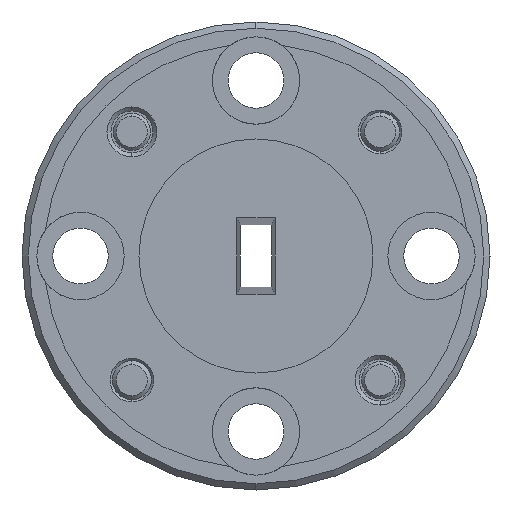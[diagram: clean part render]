
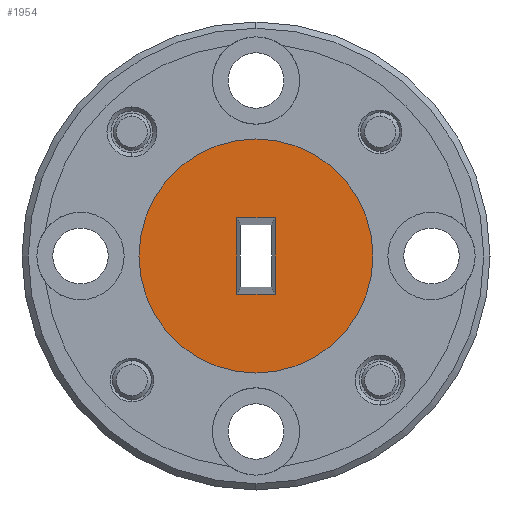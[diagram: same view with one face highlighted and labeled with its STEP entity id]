
A CAD part, left-side view. The second image highlights one B-rep face of the part: STEP entity #1954.
In plain terms, the highlighted planar face has unit normal (-1, 0, 0).
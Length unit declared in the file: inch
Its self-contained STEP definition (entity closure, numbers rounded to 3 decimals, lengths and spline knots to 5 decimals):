
#27 = CARTESIAN_POINT ( 'NONE',  ( -3.19468, 0.78669, 0.88748 ) ) ;
#154 = ORIENTED_EDGE ( 'NONE', *, *, #965, .F. ) ;
#247 = CARTESIAN_POINT ( 'NONE',  ( -3.19468, 0.78669, 0.94848 ) ) ;
#263 = CARTESIAN_POINT ( 'NONE',  ( -3.19468, 0.78669, 1.07498 ) ) ;
#339 = PLANE ( 'NONE',  #1050 ) ;
#443 = VERTEX_POINT ( 'NONE', #3261 ) ;
#445 = CARTESIAN_POINT ( 'NONE',  ( -3.19468, 0.78669, 0.82648 ) ) ;
#661 = DIRECTION ( 'NONE',  ( 1., 0., 0. ) ) ;
#879 = LINE ( 'NONE', #1949, #1366 ) ;
#882 = DIRECTION ( 'NONE',  ( 0., 0., 1. ) ) ;
#932 = DIRECTION ( 'NONE',  ( 0., 0., -1. ) ) ;
#965 = EDGE_CURVE ( 'NONE', #443, #3710, #1145, .T. ) ;
#1050 = AXIS2_PLACEMENT_3D ( 'NONE', #2018, #661, #3024 ) ;
#1068 = EDGE_CURVE ( 'NONE', #2720, #3628, #879, .T. ) ;
#1145 = CIRCLE ( 'NONE', #2640, 0.1875 ) ;
#1164 = CARTESIAN_POINT ( 'NONE',  ( -3.19468, 0.81719, 0.94848 ) ) ;
#1167 = LINE ( 'NONE', #445, #2938 ) ;
#1296 = VECTOR ( 'NONE', #882, 39.37008 ) ;
#1366 = VECTOR ( 'NONE', #932, 39.37008 ) ;
#1388 = AXIS2_PLACEMENT_3D ( 'NONE', #27, #3673, #2657 ) ;
#1405 = CIRCLE ( 'NONE', #1388, 0.1875 ) ;
#1487 = FACE_BOUND ( 'NONE', #3560, .T. ) ;
#1529 = VERTEX_POINT ( 'NONE', #2208 ) ;
#1593 = EDGE_LOOP ( 'NONE', ( #4172, #154 ) ) ;
#1653 = ORIENTED_EDGE ( 'NONE', *, *, #2099, .F. ) ;
#1812 = ORIENTED_EDGE ( 'NONE', *, *, #1068, .F. ) ;
#1881 = DIRECTION ( 'NONE',  ( 1., 0., 0. ) ) ;
#1898 = VERTEX_POINT ( 'NONE', #2656 ) ;
#1949 = CARTESIAN_POINT ( 'NONE',  ( -3.19468, 0.81719, 0.88748 ) ) ;
#1954 = ADVANCED_FACE ( 'NONE', ( #1487, #3498 ), #339, .F. ) ;
#2018 = CARTESIAN_POINT ( 'NONE',  ( -3.19468, 0.97419, 0.88748 ) ) ;
#2099 = EDGE_CURVE ( 'NONE', #3628, #1529, #1167, .T. ) ;
#2112 = DIRECTION ( 'NONE',  ( 0., -1., 0. ) ) ;
#2208 = CARTESIAN_POINT ( 'NONE',  ( -3.19468, 0.75619, 0.82648 ) ) ;
#2239 = CARTESIAN_POINT ( 'NONE',  ( -3.19468, 0.75619, 0.88748 ) ) ;
#2314 = ORIENTED_EDGE ( 'NONE', *, *, #2917, .F. ) ;
#2499 = EDGE_CURVE ( 'NONE', #3710, #443, #1405, .T. ) ;
#2640 = AXIS2_PLACEMENT_3D ( 'NONE', #4152, #1881, #3835 ) ;
#2656 = CARTESIAN_POINT ( 'NONE',  ( -3.19468, 0.75619, 0.94848 ) ) ;
#2657 = DIRECTION ( 'NONE',  ( 0., 0., 1. ) ) ;
#2720 = VERTEX_POINT ( 'NONE', #1164 ) ;
#2859 = VECTOR ( 'NONE', #3928, 39.37008 ) ;
#2917 = EDGE_CURVE ( 'NONE', #1529, #1898, #3264, .T. ) ;
#2938 = VECTOR ( 'NONE', #2112, 39.37008 ) ;
#2951 = CARTESIAN_POINT ( 'NONE',  ( -3.19468, 0.81719, 0.82648 ) ) ;
#3024 = DIRECTION ( 'NONE',  ( 0., 0., -1. ) ) ;
#3228 = ORIENTED_EDGE ( 'NONE', *, *, #3679, .F. ) ;
#3261 = CARTESIAN_POINT ( 'NONE',  ( -3.19468, 0.78669, 0.69998 ) ) ;
#3264 = LINE ( 'NONE', #2239, #1296 ) ;
#3498 = FACE_OUTER_BOUND ( 'NONE', #1593, .T. ) ;
#3560 = EDGE_LOOP ( 'NONE', ( #3228, #2314, #1653, #1812 ) ) ;
#3628 = VERTEX_POINT ( 'NONE', #2951 ) ;
#3673 = DIRECTION ( 'NONE',  ( 1., 0., 0. ) ) ;
#3679 = EDGE_CURVE ( 'NONE', #1898, #2720, #3686, .T. ) ;
#3686 = LINE ( 'NONE', #247, #2859 ) ;
#3710 = VERTEX_POINT ( 'NONE', #263 ) ;
#3835 = DIRECTION ( 'NONE',  ( 0., 0., 1. ) ) ;
#3928 = DIRECTION ( 'NONE',  ( 0., 1., 0. ) ) ;
#4152 = CARTESIAN_POINT ( 'NONE',  ( -3.19468, 0.78669, 0.88748 ) ) ;
#4172 = ORIENTED_EDGE ( 'NONE', *, *, #2499, .F. ) ;
